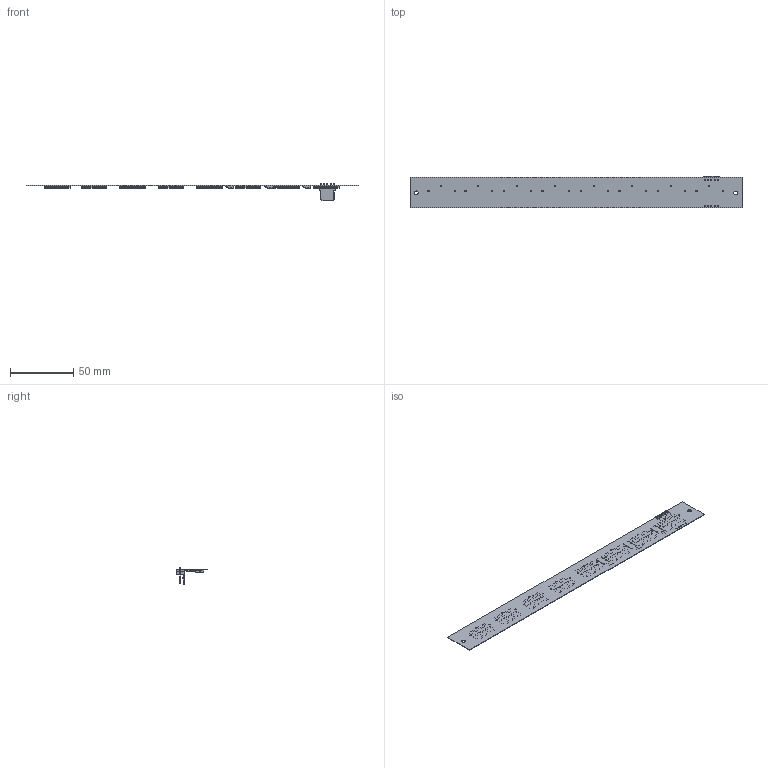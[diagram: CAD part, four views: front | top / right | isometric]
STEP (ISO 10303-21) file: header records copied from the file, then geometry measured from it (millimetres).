
FILE_DESCRIPTION(('Open CASCADE Model'),'2;1');
FILE_NAME('Open CASCADE Shape Model','2019-04-20T23:39:50',('Author'),( 'Open CASCADE'),'Open CASCADE STEP processor 6.8','Open CASCADE 6.8' ,'Unknown');
FILE_SCHEMA(('AUTOMOTIVE_DESIGN { 1 0 10303 214 1 1 1 1 }'));
Length unit declared in the file: millimetre
Products named in the file (96): PCB; Board; Open CASCADE STEP translator 6.8 1.1.1; SR1; NXP_SO16_SOT109-1; T24; SOT-223; T23; T22; T21; T20; T19; T18; T17; T16; T15; T14; T13; T12; T11; T10; T9; R48; 6435428592; Extruded; 6435428192; R47; R46; R45; R44; R43; R42; R41; R40; R39; R38; R37; R36; R35; R34 ...
Assembly tree (278 placements, depth 4):
  PCB
    Board
      Open CASCADE STEP translator 6.8 1.1.1
    SR1
      NXP_SO16_SOT109-1
    T24
      SOT-223
    T23
      SOT-223
    T22
      SOT-223
    T21
      SOT-223
    T20
      SOT-223
    T19
      SOT-223
    T18
      SOT-223
    T17
      SOT-223
    T16
      SOT-223
    T15
      SOT-223
    T14
      SOT-223
    T13
      SOT-223
    T12
      SOT-223
    T11
      SOT-223
    T10
      SOT-223
    T9
      SOT-223
    R48
      6435428592  x2
        Extruded
      6435428192
        Extruded
    R47
      6435428592  x2
        Extruded
      6435428192
        Extruded
    R46
      6435428592  x2
        Extruded
      6435428192
        Extruded
    R45
      6435428592  x2
        Extruded
      6435428192
        Extruded
    R44
      6435428592  x2
        Extruded
Bounding box: 261.75 x 25.15 x 13.5 mm (x, y, z)
Volume: 3385.3 mm3; surface area: 18024.4 mm2
Topology: 220 solids, 340 shells, 3467 faces, 8585 edges, 5702 vertices
Faces by surface type: plane 2660, cylinder 807
Full cylindrical faces by diameter (mm): 0.9 x10, 1 x24, 3 x2
Entity records: 19049 total; most frequent: DIRECTION 3159, CARTESIAN_POINT 2903, ORIENTED_EDGE 2546, EDGE_CURVE 1281, AXIS2_PLACEMENT_3D 1094, LINE 971, VECTOR 971, VERTEX_POINT 838
